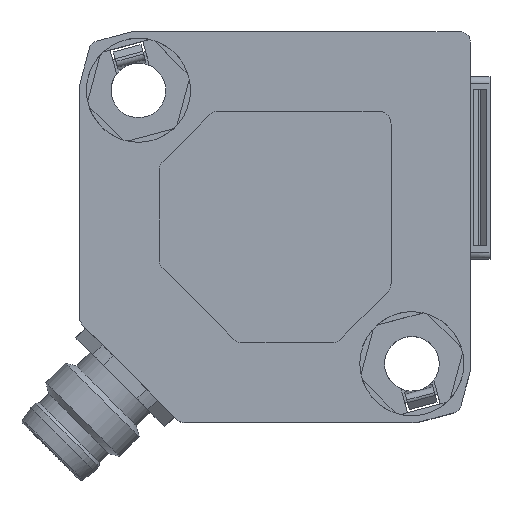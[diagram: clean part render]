
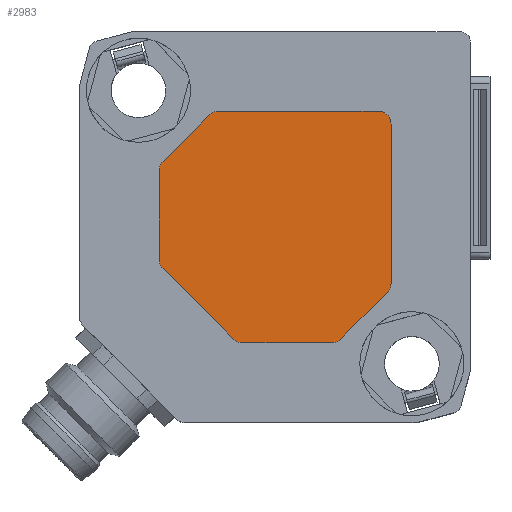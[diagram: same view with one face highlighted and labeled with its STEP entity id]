
A CAD part, top view. The second image highlights one B-rep face of the part: STEP entity #2983.
In plain terms, the highlighted planar face has unit normal (0, 0, 1).
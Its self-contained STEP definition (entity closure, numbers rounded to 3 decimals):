
#15 = CARTESIAN_POINT ( 'NONE',  ( 6.393, 11.807, 7.25 ) ) ;
#23 = EDGE_CURVE ( 'NONE', #1914, #4973, #5104, .T. ) ;
#52 = CARTESIAN_POINT ( 'NONE',  ( 23.9, 10.667, 7.25 ) ) ;
#139 = EDGE_LOOP ( 'NONE', ( #1696, #722, #3017, #4934, #2647, #3651, #6404, #1605, #3085, #4915, #5835, #966, #6623, #5009 ) ) ;
#156 = DIRECTION ( 'NONE',  ( 1., 0., 0. ) ) ;
#162 = VECTOR ( 'NONE', #6944, 1000. ) ;
#223 = CIRCLE ( 'NONE', #6147, 1. ) ;
#250 = VERTEX_POINT ( 'NONE', #3874 ) ;
#270 = CARTESIAN_POINT ( 'NONE',  ( 10.667, 23.9, 7.25 ) ) ;
#312 = EDGE_CURVE ( 'NONE', #6555, #5954, #3907, .T. ) ;
#393 = LINE ( 'NONE', #5267, #162 ) ;
#410 = EDGE_CURVE ( 'NONE', #4973, #3341, #5705, .T. ) ;
#456 = CIRCLE ( 'NONE', #1943, 1. ) ;
#533 = CARTESIAN_POINT ( 'NONE',  ( 22.9, 23.9, 7.25 ) ) ;
#552 = DIRECTION ( 'NONE',  ( 1., 0., 0. ) ) ;
#722 = ORIENTED_EDGE ( 'NONE', *, *, #23, .T. ) ;
#726 = DIRECTION ( 'NONE',  ( 1., 0., 0. ) ) ;
#832 = CARTESIAN_POINT ( 'NONE',  ( 6.1, 19.333, 7.25 ) ) ;
#835 = AXIS2_PLACEMENT_3D ( 'NONE', #1841, #5202, #4560 ) ;
#941 = CARTESIAN_POINT ( 'NONE',  ( 19.333, 6.1, 7.25 ) ) ;
#966 = ORIENTED_EDGE ( 'NONE', *, *, #3203, .T. ) ;
#1027 = DIRECTION ( 'NONE',  ( 0., 0., 1. ) ) ;
#1092 = CARTESIAN_POINT ( 'NONE',  ( 7.1, 12.514, 7.25 ) ) ;
#1151 = PLANE ( 'NONE',  #6725 ) ;
#1295 = CIRCLE ( 'NONE', #2989, 1. ) ;
#1330 = EDGE_CURVE ( 'NONE', #5954, #6205, #5212, .T. ) ;
#1373 = DIRECTION ( 'NONE',  ( 1., 0., 0. ) ) ;
#1605 = ORIENTED_EDGE ( 'NONE', *, *, #5563, .T. ) ;
#1696 = ORIENTED_EDGE ( 'NONE', *, *, #3906, .T. ) ;
#1744 = FACE_OUTER_BOUND ( 'NONE', #139, .T. ) ;
#1751 = CARTESIAN_POINT ( 'NONE',  ( 20.04, 6.393, 7.25 ) ) ;
#1828 = DIRECTION ( 'NONE',  ( 0., 0., 1. ) ) ;
#1835 = CARTESIAN_POINT ( 'NONE',  ( 12.514, 7.1, 7.25 ) ) ;
#1841 = CARTESIAN_POINT ( 'NONE',  ( 19.333, 7.1, 7.25 ) ) ;
#1873 = DIRECTION ( 'NONE',  ( 0., -1., 0. ) ) ;
#1914 = VERTEX_POINT ( 'NONE', #4516 ) ;
#1934 = EDGE_CURVE ( 'NONE', #3166, #6555, #5451, .T. ) ;
#1943 = AXIS2_PLACEMENT_3D ( 'NONE', #2438, #1828, #4619 ) ;
#2068 = CARTESIAN_POINT ( 'NONE',  ( 6.1, 19.333, 7.25 ) ) ;
#2216 = VECTOR ( 'NONE', #2418, 1000. ) ;
#2240 = DIRECTION ( 'NONE',  ( 0., 1., 0. ) ) ;
#2291 = DIRECTION ( 'NONE',  ( 0., 0., 1. ) ) ;
#2305 = DIRECTION ( 'NONE',  ( 1., 0., 0. ) ) ;
#2326 = CARTESIAN_POINT ( 'NONE',  ( 7.1, 12.514, 7.25 ) ) ;
#2359 = VERTEX_POINT ( 'NONE', #2979 ) ;
#2415 = LINE ( 'NONE', #832, #3117 ) ;
#2418 = DIRECTION ( 'NONE',  ( 0.707, -0.707, 0. ) ) ;
#2438 = CARTESIAN_POINT ( 'NONE',  ( 22.9, 10.667, 7.25 ) ) ;
#2537 = VERTEX_POINT ( 'NONE', #2797 ) ;
#2647 = ORIENTED_EDGE ( 'NONE', *, *, #1934, .T. ) ;
#2672 = LINE ( 'NONE', #533, #2855 ) ;
#2705 = DIRECTION ( 'NONE',  ( -1., 0., 0. ) ) ;
#2797 = CARTESIAN_POINT ( 'NONE',  ( 23.9, 22.9, 7.25 ) ) ;
#2821 = VECTOR ( 'NONE', #2305, 1000. ) ;
#2829 = VERTEX_POINT ( 'NONE', #2068 ) ;
#2855 = VECTOR ( 'NONE', #2705, 1000. ) ;
#2908 = CARTESIAN_POINT ( 'NONE',  ( 6.393, 11.807, 7.25 ) ) ;
#2969 = DIRECTION ( 'NONE',  ( 0., 0., 1. ) ) ;
#2979 = CARTESIAN_POINT ( 'NONE',  ( 22.9, 23.9, 7.25 ) ) ;
#2983 = ADVANCED_FACE ( 'NONE', ( #1744 ), #1151, .T. ) ;
#2989 = AXIS2_PLACEMENT_3D ( 'NONE', #3533, #6702, #726 ) ;
#3017 = ORIENTED_EDGE ( 'NONE', *, *, #410, .T. ) ;
#3085 = ORIENTED_EDGE ( 'NONE', *, *, #5010, .T. ) ;
#3117 = VECTOR ( 'NONE', #1873, 1000. ) ;
#3166 = VERTEX_POINT ( 'NONE', #6465 ) ;
#3203 = EDGE_CURVE ( 'NONE', #6395, #5016, #6399, .T. ) ;
#3341 = VERTEX_POINT ( 'NONE', #3352 ) ;
#3352 = CARTESIAN_POINT ( 'NONE',  ( 11.807, 6.393, 7.25 ) ) ;
#3533 = CARTESIAN_POINT ( 'NONE',  ( 22.9, 22.9, 7.25 ) ) ;
#3587 = DIRECTION ( 'NONE',  ( 0.707, 0.707, 0. ) ) ;
#3651 = ORIENTED_EDGE ( 'NONE', *, *, #312, .T. ) ;
#3813 = CARTESIAN_POINT ( 'NONE',  ( 23.607, 9.96, 7.25 ) ) ;
#3874 = CARTESIAN_POINT ( 'NONE',  ( 23.9, 10.667, 7.25 ) ) ;
#3894 = EDGE_CURVE ( 'NONE', #5521, #2829, #5298, .T. ) ;
#3906 = EDGE_CURVE ( 'NONE', #2829, #1914, #2415, .T. ) ;
#3907 = CIRCLE ( 'NONE', #835, 1. ) ;
#3965 = CARTESIAN_POINT ( 'NONE',  ( 6.393, 20.04, 7.25 ) ) ;
#4000 = AXIS2_PLACEMENT_3D ( 'NONE', #4738, #1027, #5321 ) ;
#4047 = EDGE_CURVE ( 'NONE', #5016, #5521, #393, .T. ) ;
#4265 = DIRECTION ( 'NONE',  ( 0., 0., 1. ) ) ;
#4352 = EDGE_CURVE ( 'NONE', #2537, #2359, #1295, .T. ) ;
#4453 = LINE ( 'NONE', #52, #5929 ) ;
#4516 = CARTESIAN_POINT ( 'NONE',  ( 6.1, 12.514, 7.25 ) ) ;
#4560 = DIRECTION ( 'NONE',  ( 1., 0., 0. ) ) ;
#4619 = DIRECTION ( 'NONE',  ( 1., 0., 0. ) ) ;
#4738 = CARTESIAN_POINT ( 'NONE',  ( 10.667, 22.9, 7.25 ) ) ;
#4915 = ORIENTED_EDGE ( 'NONE', *, *, #4352, .T. ) ;
#4934 = ORIENTED_EDGE ( 'NONE', *, *, #6732, .T. ) ;
#4973 = VERTEX_POINT ( 'NONE', #15 ) ;
#5009 = ORIENTED_EDGE ( 'NONE', *, *, #3894, .T. ) ;
#5010 = EDGE_CURVE ( 'NONE', #250, #2537, #4453, .T. ) ;
#5016 = VERTEX_POINT ( 'NONE', #6097 ) ;
#5101 = CARTESIAN_POINT ( 'NONE',  ( 7.1, 19.333, 7.25 ) ) ;
#5104 = CIRCLE ( 'NONE', #6118, 1. ) ;
#5202 = DIRECTION ( 'NONE',  ( 0., 0., 1. ) ) ;
#5212 = LINE ( 'NONE', #6973, #6170 ) ;
#5267 = CARTESIAN_POINT ( 'NONE',  ( 9.96, 23.607, 7.25 ) ) ;
#5298 = CIRCLE ( 'NONE', #5649, 1. ) ;
#5321 = DIRECTION ( 'NONE',  ( 1., 0., 0. ) ) ;
#5451 = LINE ( 'NONE', #6707, #2821 ) ;
#5521 = VERTEX_POINT ( 'NONE', #3965 ) ;
#5550 = DIRECTION ( 'NONE',  ( 1., 0., 0. ) ) ;
#5563 = EDGE_CURVE ( 'NONE', #6205, #250, #456, .T. ) ;
#5649 = AXIS2_PLACEMENT_3D ( 'NONE', #5101, #6168, #1373 ) ;
#5705 = LINE ( 'NONE', #2908, #2216 ) ;
#5733 = EDGE_CURVE ( 'NONE', #2359, #6395, #2672, .T. ) ;
#5835 = ORIENTED_EDGE ( 'NONE', *, *, #5733, .T. ) ;
#5929 = VECTOR ( 'NONE', #2240, 1000. ) ;
#5954 = VERTEX_POINT ( 'NONE', #1751 ) ;
#6097 = CARTESIAN_POINT ( 'NONE',  ( 9.96, 23.607, 7.25 ) ) ;
#6118 = AXIS2_PLACEMENT_3D ( 'NONE', #1092, #4265, #552 ) ;
#6147 = AXIS2_PLACEMENT_3D ( 'NONE', #1835, #2969, #156 ) ;
#6168 = DIRECTION ( 'NONE',  ( 0., 0., 1. ) ) ;
#6170 = VECTOR ( 'NONE', #3587, 1000. ) ;
#6205 = VERTEX_POINT ( 'NONE', #3813 ) ;
#6395 = VERTEX_POINT ( 'NONE', #270 ) ;
#6399 = CIRCLE ( 'NONE', #4000, 1. ) ;
#6404 = ORIENTED_EDGE ( 'NONE', *, *, #1330, .T. ) ;
#6465 = CARTESIAN_POINT ( 'NONE',  ( 12.514, 6.1, 7.25 ) ) ;
#6555 = VERTEX_POINT ( 'NONE', #941 ) ;
#6623 = ORIENTED_EDGE ( 'NONE', *, *, #4047, .T. ) ;
#6702 = DIRECTION ( 'NONE',  ( 0., 0., 1. ) ) ;
#6707 = CARTESIAN_POINT ( 'NONE',  ( 12.514, 6.1, 7.25 ) ) ;
#6725 = AXIS2_PLACEMENT_3D ( 'NONE', #2326, #2291, #5550 ) ;
#6732 = EDGE_CURVE ( 'NONE', #3341, #3166, #223, .T. ) ;
#6944 = DIRECTION ( 'NONE',  ( -0.707, -0.707, 0. ) ) ;
#6973 = CARTESIAN_POINT ( 'NONE',  ( 20.04, 6.393, 7.25 ) ) ;
